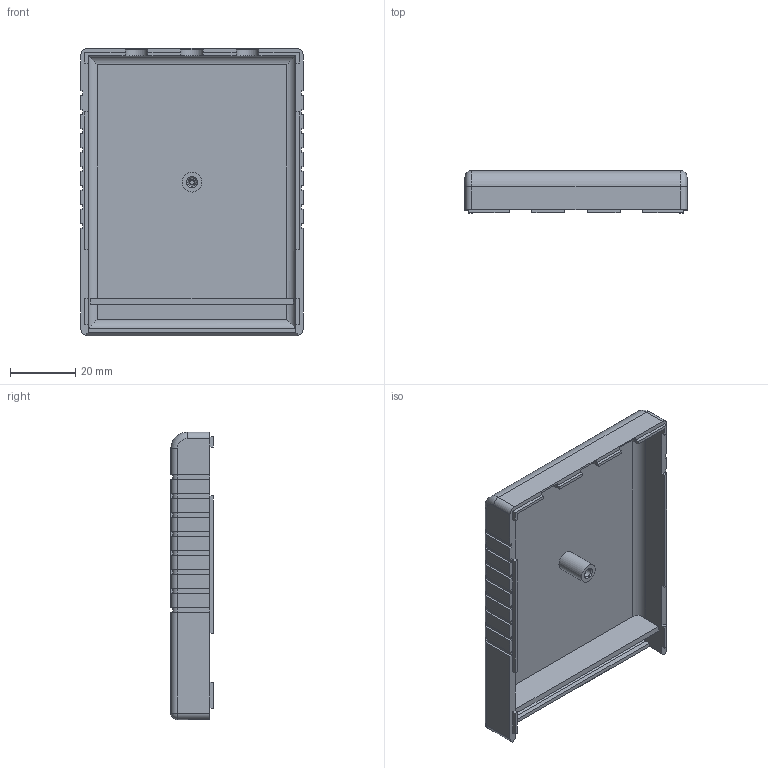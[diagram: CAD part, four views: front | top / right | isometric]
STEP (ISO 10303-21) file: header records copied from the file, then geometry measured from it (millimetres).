
FILE_DESCRIPTION(('FreeCAD Model'),'2;1');
FILE_NAME('Open CASCADE Shape Model','2026-01-18T23:48:48',(''),(''), 'Open CASCADE STEP processor 7.8','FreeCAD','Unknown');
FILE_SCHEMA(('AUTOMOTIVE_DESIGN { 1 0 10303 214 1 1 1 1 }'));
Length unit declared in the file: millimetre
Products named in the file (1): top001
Bounding box: 68 x 13 x 88 mm (x, y, z)
Volume: 18087.2 mm3; surface area: 19490.7 mm2
Topology: 1 solids, 1 shells, 217 faces, 611 edges, 398 vertices
Faces by surface type: plane 158, cylinder 52, torus 3, sphere 2, cone 2
Full cylindrical faces by diameter (mm): 6 x1
Entity records: 6946 total; most frequent: CARTESIAN_POINT 1225, ORIENTED_EDGE 1218, DIRECTION 1158, EDGE_CURVE 609, LINE 496, VECTOR 496, VERTEX_POINT 398, AXIS2_PLACEMENT_3D 331
